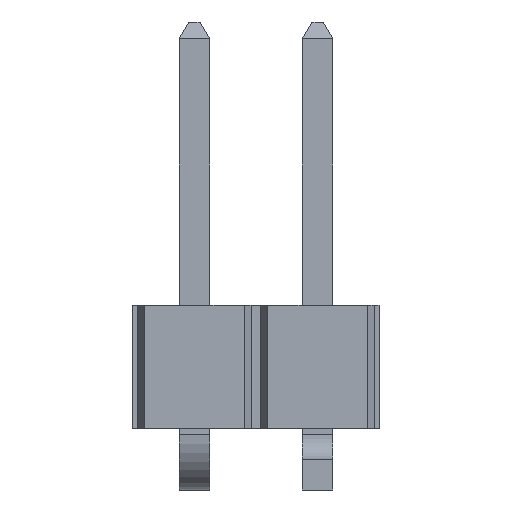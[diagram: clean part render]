
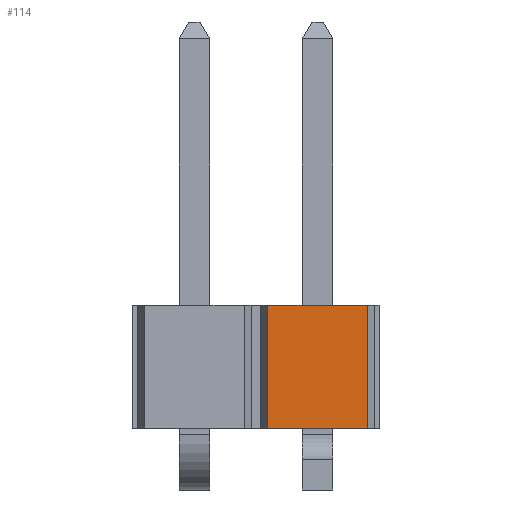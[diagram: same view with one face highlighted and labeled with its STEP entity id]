
A CAD part, front view. The second image highlights one B-rep face of the part: STEP entity #114.
In plain terms, the highlighted planar face has unit normal (0, -1, 0).
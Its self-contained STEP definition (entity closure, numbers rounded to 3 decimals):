
#54 = CARTESIAN_POINT ( 'NONE',  ( 0.244, -1.27, 1.27 ) ) ;
#105 = CARTESIAN_POINT ( 'NONE',  ( 2.296, -1.27, 1.27 ) ) ;
#114 = ADVANCED_FACE ( 'NONE', ( #1924 ), #1201, .F. ) ;
#130 = VERTEX_POINT ( 'NONE', #796 ) ;
#140 = DIRECTION ( 'NONE',  ( 1., 0., 0. ) ) ;
#203 = DIRECTION ( 'NONE',  ( -1., 0., 0. ) ) ;
#311 = DIRECTION ( 'NONE',  ( 1., 0., 0. ) ) ;
#352 = ORIENTED_EDGE ( 'NONE', *, *, #2360, .F. ) ;
#592 = CARTESIAN_POINT ( 'NONE',  ( 0.244, -1.27, 3.81 ) ) ;
#603 = VECTOR ( 'NONE', #311, 1000. ) ;
#645 = VECTOR ( 'NONE', #2488, 1000. ) ;
#655 = CARTESIAN_POINT ( 'NONE',  ( 2.296, -1.27, 3.81 ) ) ;
#694 = ORIENTED_EDGE ( 'NONE', *, *, #1816, .T. ) ;
#754 = CARTESIAN_POINT ( 'NONE',  ( 0.244, -1.27, 3.81 ) ) ;
#796 = CARTESIAN_POINT ( 'NONE',  ( 0.244, -1.27, 1.27 ) ) ;
#821 = ORIENTED_EDGE ( 'NONE', *, *, #1268, .F. ) ;
#1147 = LINE ( 'NONE', #54, #603 ) ;
#1201 = PLANE ( 'NONE',  #1436 ) ;
#1268 = EDGE_CURVE ( 'NONE', #1867, #2552, #2062, .T. ) ;
#1343 = CARTESIAN_POINT ( 'NONE',  ( 0.244, -1.27, 3.81 ) ) ;
#1436 = AXIS2_PLACEMENT_3D ( 'NONE', #2022, #2618, #203 ) ;
#1526 = ORIENTED_EDGE ( 'NONE', *, *, #2253, .T. ) ;
#1554 = EDGE_LOOP ( 'NONE', ( #1526, #821, #352, #694 ) ) ;
#1764 = VECTOR ( 'NONE', #2195, 1000. ) ;
#1816 = EDGE_CURVE ( 'NONE', #2046, #130, #2211, .T. ) ;
#1867 = VERTEX_POINT ( 'NONE', #2242 ) ;
#1924 = FACE_OUTER_BOUND ( 'NONE', #1554, .T. ) ;
#2021 = VECTOR ( 'NONE', #140, 1000. ) ;
#2022 = CARTESIAN_POINT ( 'NONE',  ( 0.244, -1.27, 3.81 ) ) ;
#2046 = VERTEX_POINT ( 'NONE', #592 ) ;
#2062 = LINE ( 'NONE', #655, #645 ) ;
#2195 = DIRECTION ( 'NONE',  ( 0., 0., -1. ) ) ;
#2211 = LINE ( 'NONE', #754, #1764 ) ;
#2242 = CARTESIAN_POINT ( 'NONE',  ( 2.296, -1.27, 3.81 ) ) ;
#2253 = EDGE_CURVE ( 'NONE', #130, #2552, #1147, .T. ) ;
#2360 = EDGE_CURVE ( 'NONE', #2046, #1867, #2608, .T. ) ;
#2488 = DIRECTION ( 'NONE',  ( 0., 0., -1. ) ) ;
#2552 = VERTEX_POINT ( 'NONE', #105 ) ;
#2608 = LINE ( 'NONE', #1343, #2021 ) ;
#2618 = DIRECTION ( 'NONE',  ( 0., 1., 0. ) ) ;
